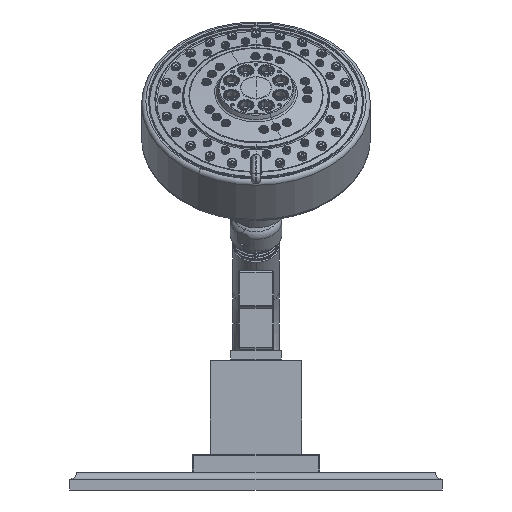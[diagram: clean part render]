
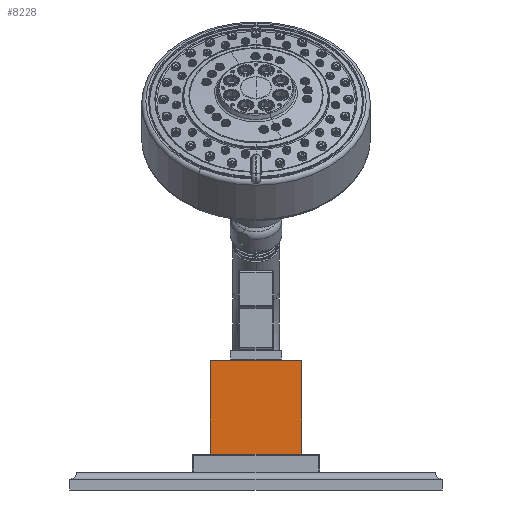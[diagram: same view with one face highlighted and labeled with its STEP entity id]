
A CAD part, front view. The second image highlights one B-rep face of the part: STEP entity #8228.
In plain terms, the highlighted planar face has unit normal (0, -1, 0).
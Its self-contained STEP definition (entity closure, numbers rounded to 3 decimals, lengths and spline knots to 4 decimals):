
#20=DIRECTION('',(1.,0.,0.));
#21=VECTOR('',#20,1.6);
#22=CARTESIAN_POINT('',(-0.8,-0.8,0.623));
#23=LINE('',#22,#21);
#2828=DIRECTION('',(0.,0.,1.));
#2829=VECTOR('',#2828,1.64);
#2830=CARTESIAN_POINT('',(0.8,-0.8,0.623));
#2831=LINE('',#2830,#2829);
#2832=DIRECTION('',(0.,0.,1.));
#2833=VECTOR('',#2832,1.64);
#2834=CARTESIAN_POINT('',(-0.8,-0.8,0.623));
#2835=LINE('',#2834,#2833);
#2848=DIRECTION('',(1.,0.,0.));
#2849=VECTOR('',#2848,1.6);
#2850=CARTESIAN_POINT('',(-0.8,-0.8,2.263));
#2851=LINE('',#2850,#2849);
#4109=CARTESIAN_POINT('',(-0.8,-0.8,2.263));
#4111=VERTEX_POINT('',#4109);
#4112=CARTESIAN_POINT('',(0.8,-0.8,2.263));
#4113=VERTEX_POINT('',#4112);
#4145=CARTESIAN_POINT('',(-0.8,-0.8,0.623));
#4147=VERTEX_POINT('',#4145);
#4148=CARTESIAN_POINT('',(0.8,-0.8,0.623));
#4149=VERTEX_POINT('',#4148);
#8216=CARTESIAN_POINT('',(-0.8,-0.8,0.623));
#8217=DIRECTION('',(0.,-1.,0.));
#8218=DIRECTION('',(1.,0.,0.));
#8219=AXIS2_PLACEMENT_3D('',#8216,#8217,#8218);
#8220=PLANE('',#8219);
#8221=ORIENTED_EDGE('',*,*,#4305,.F.);
#8222=ORIENTED_EDGE('',*,*,#8183,.T.);
#8224=ORIENTED_EDGE('',*,*,#8223,.T.);
#8225=ORIENTED_EDGE('',*,*,#8208,.F.);
#8226=EDGE_LOOP('',(#8221,#8222,#8224,#8225));
#8227=FACE_OUTER_BOUND('',#8226,.F.);
#8228=ADVANCED_FACE('',(#8227),#8220,.T.);
#4305=EDGE_CURVE('',#4147,#4149,#23,.T.);
#8183=EDGE_CURVE('',#4147,#4111,#2835,.T.);
#8208=EDGE_CURVE('',#4149,#4113,#2831,.T.);
#8223=EDGE_CURVE('',#4111,#4113,#2851,.T.);
